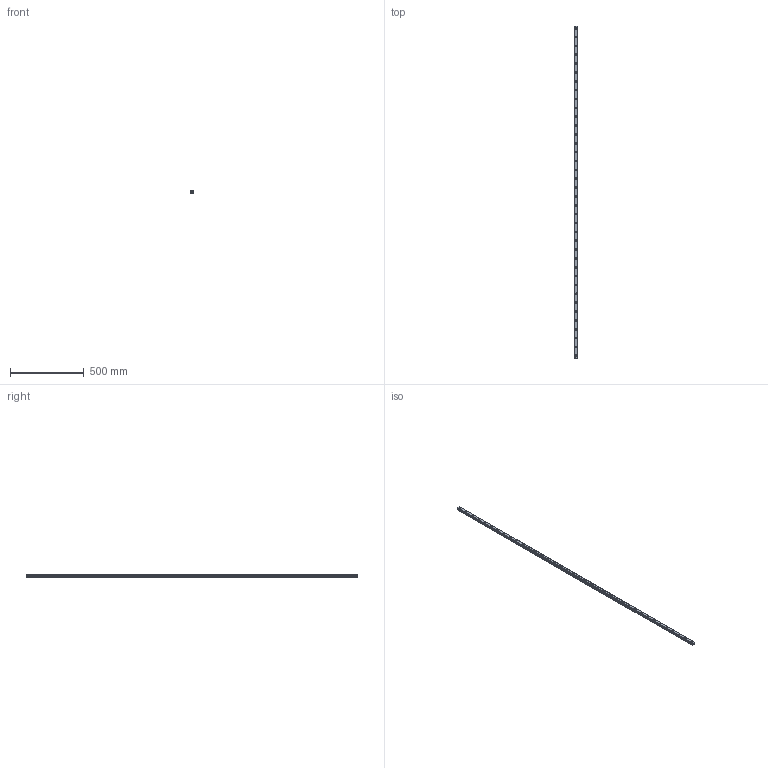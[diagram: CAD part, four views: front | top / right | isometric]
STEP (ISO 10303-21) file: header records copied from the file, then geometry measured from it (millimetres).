
FILE_DESCRIPTION(('STEP AP214'),'1');
FILE_NAME('cctmp_813A11DB-51BC-447A-BC6C-BDA99EA3971E_2021_02_09_15_10_45_0468..stp','2021-02-09T14:10:45',('HIWIN GmbH'),('CADClick - www.CADClick.com'),'Spatial InterOp 3D',' ','unknown authorization');
FILE_SCHEMA(('AUTOMOTIVE_DESIGN'));
Length unit declared in the file: millimetre
Products named in the file (1): EGR25R2250C_FILE
Bounding box: 23 x 2250 x 18 mm (x, y, z)
Volume: 773314 mm3; surface area: 209543.4 mm2
Topology: 1 solids, 1 shells, 561 faces, 1437 edges, 958 vertices
Faces by surface type: plane 313, cylinder 248
Entity records: 21943 total; most frequent: DIRECTION 3361, CARTESIAN_POINT 2957, ORIENTED_EDGE 2874, EDGE_CURVE 1437, AXIS2_PLACEMENT_3D 1362, VERTEX_POINT 958, CIRCLE 648, EDGE_LOOP 641
